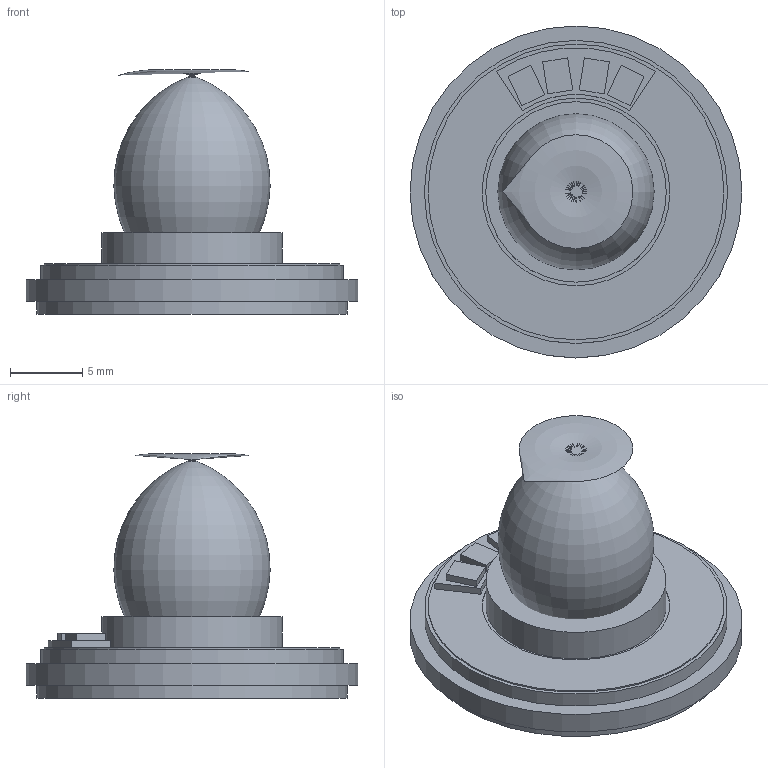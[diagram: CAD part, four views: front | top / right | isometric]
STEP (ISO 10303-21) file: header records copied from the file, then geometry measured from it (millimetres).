
FILE_DESCRIPTION(/* description */ ('Alibre Inc.'),/* implementation_level */ '2;1');
FILE_NAME(/* name */ 'export-455B0722-3116-4FFA-B2CC-81567B47B8CF',/* time_stamp */ '2019-03-23T12:03:04-05:00',/* author */ (''),/* organization */ (''),/* preprocessor_version */ 'ST-DEVELOPER v17',/* originating_system */ 'Alibre',/* authorisation */ '');
FILE_SCHEMA (('AUTOMOTIVE_DESIGN'));
Length unit declared in the file: millimetre
Bounding box: 23 x 23 x 16.95 mm (x, y, z)
Volume: 1294.2 mm3; surface area: 2626.6 mm2
Topology: 2 solids, 3 shells, 172 faces, 351 edges, 234 vertices
Faces by surface type: plane 155, cylinder 13, torus 2, cone 2
Full cylindrical faces by diameter (mm): 0.229 x1, 11 x1, 12.5 x1, 13 x1, 19.5 x1, 20.3 x2, 20.5 x1, 21 x1, 21.5 x1, 23 x1
Entity records: 4732 total; most frequent: CARTESIAN_POINT 1575, ORIENTED_EDGE 648, DIRECTION 416, EDGE_CURVE 324, FACE_BOUND 240, EDGE_LOOP 238, VERTEX_POINT 225, AXIS2_PLACEMENT_3D 198
